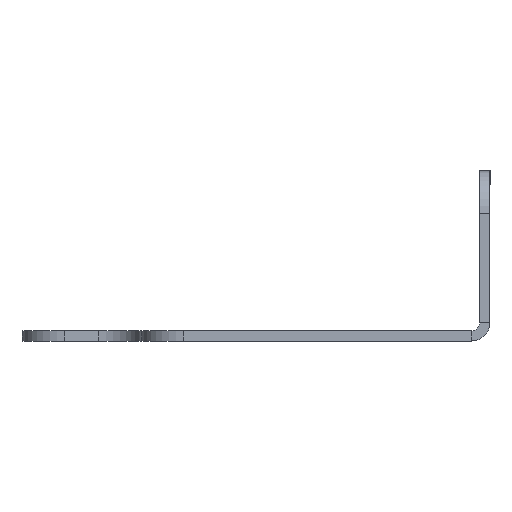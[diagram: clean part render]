
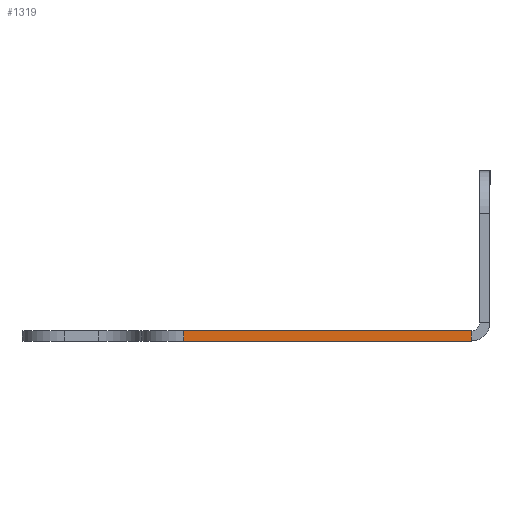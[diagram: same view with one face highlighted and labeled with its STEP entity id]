
A CAD part, left-side view. The second image highlights one B-rep face of the part: STEP entity #1319.
In plain terms, the highlighted planar face has unit normal (-1, 0, 0).
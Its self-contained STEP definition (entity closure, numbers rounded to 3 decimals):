
#108 = VECTOR ( 'NONE', #2065, 1000. ) ;
#123 = CARTESIAN_POINT ( 'NONE',  ( -287., 19.4, -1.2 ) ) ;
#248 = CARTESIAN_POINT ( 'NONE',  ( -287., -19.4, -1.2 ) ) ;
#300 = CARTESIAN_POINT ( 'NONE',  ( -287., 19.4, 0. ) ) ;
#316 = DIRECTION ( 'NONE',  ( -1., 0., 0. ) ) ;
#392 = ORIENTED_EDGE ( 'NONE', *, *, #1755, .T. ) ;
#437 = CARTESIAN_POINT ( 'NONE',  ( -287., -19.4, -1.2 ) ) ;
#604 = LINE ( 'NONE', #437, #1207 ) ;
#625 = AXIS2_PLACEMENT_3D ( 'NONE', #123, #316, #1096 ) ;
#743 = EDGE_CURVE ( 'NONE', #2001, #2368, #604, .T. ) ;
#872 = ORIENTED_EDGE ( 'NONE', *, *, #743, .T. ) ;
#1096 = DIRECTION ( 'NONE',  ( 0., 0., 1. ) ) ;
#1105 = VECTOR ( 'NONE', #2068, 1000. ) ;
#1112 = CARTESIAN_POINT ( 'NONE',  ( -287., -19.4, 0. ) ) ;
#1148 = DIRECTION ( 'NONE',  ( 0., 0., -1. ) ) ;
#1153 = EDGE_LOOP ( 'NONE', ( #1915, #1217, #392, #872 ) ) ;
#1207 = VECTOR ( 'NONE', #2377, 1000. ) ;
#1217 = ORIENTED_EDGE ( 'NONE', *, *, #1858, .T. ) ;
#1319 = ADVANCED_FACE ( 'NONE', ( #1651 ), #2269, .T. ) ;
#1439 = LINE ( 'NONE', #2116, #2420 ) ;
#1524 = CARTESIAN_POINT ( 'NONE',  ( -287., 14.4, -1.2 ) ) ;
#1651 = FACE_OUTER_BOUND ( 'NONE', #1153, .T. ) ;
#1671 = CARTESIAN_POINT ( 'NONE',  ( -287., 14.4, 0. ) ) ;
#1736 = VERTEX_POINT ( 'NONE', #1671 ) ;
#1745 = LINE ( 'NONE', #2481, #108 ) ;
#1755 = EDGE_CURVE ( 'NONE', #1931, #2001, #1745, .T. ) ;
#1858 = EDGE_CURVE ( 'NONE', #1736, #1931, #1439, .T. ) ;
#1915 = ORIENTED_EDGE ( 'NONE', *, *, #2317, .F. ) ;
#1931 = VERTEX_POINT ( 'NONE', #1524 ) ;
#2001 = VERTEX_POINT ( 'NONE', #248 ) ;
#2065 = DIRECTION ( 'NONE',  ( 0., -1., 0. ) ) ;
#2068 = DIRECTION ( 'NONE',  ( 0., -1., 0. ) ) ;
#2116 = CARTESIAN_POINT ( 'NONE',  ( -287., 14.4, -1.2 ) ) ;
#2269 = PLANE ( 'NONE',  #625 ) ;
#2317 = EDGE_CURVE ( 'NONE', #1736, #2368, #2415, .T. ) ;
#2368 = VERTEX_POINT ( 'NONE', #1112 ) ;
#2377 = DIRECTION ( 'NONE',  ( 0., 0., 1. ) ) ;
#2415 = LINE ( 'NONE', #300, #1105 ) ;
#2420 = VECTOR ( 'NONE', #1148, 1000. ) ;
#2481 = CARTESIAN_POINT ( 'NONE',  ( -287., 19.4, -1.2 ) ) ;
